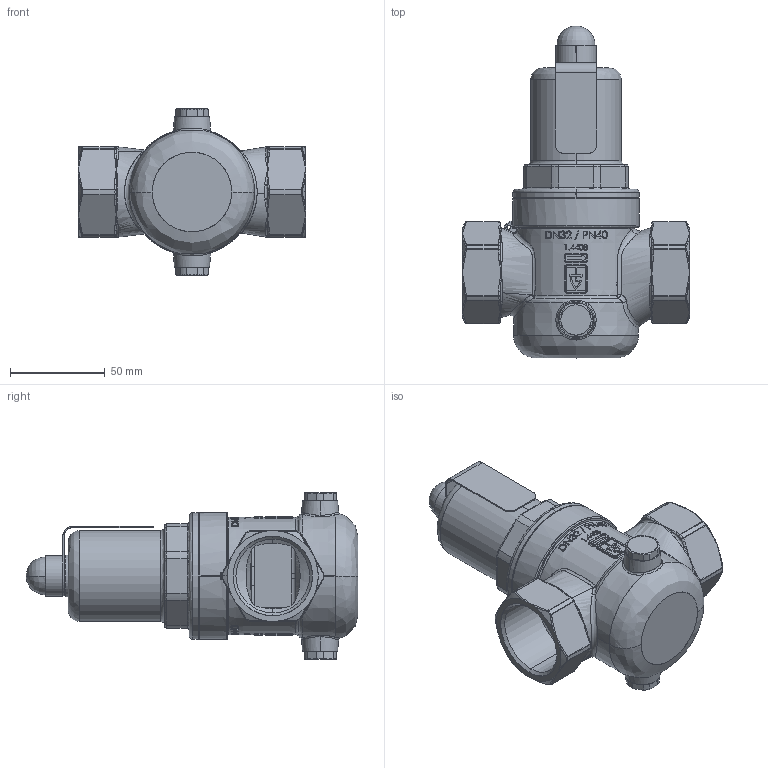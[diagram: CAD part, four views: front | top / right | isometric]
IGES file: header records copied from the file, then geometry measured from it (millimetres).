
Start section: SolidWorks IGES file using analytic representation for surfaces
Global section: file name: 481mGFO-HP-32-F+F-32+32.IGS; native system: SolidWorks 2014; preprocessor: SolidWorks 2014; author: Blankenhorn; date: 160310.155928; units: millimetre
Bounding box: 120 x 175.4 x 88 mm (x, y, z)
Surface area: 97559.4 mm2 (no closed solid volume)
Topology: 0 solids, 0 shells, 1338 faces, 17636 edges, 17576 vertices
Faces by surface type: bspline 897, revolution 441
